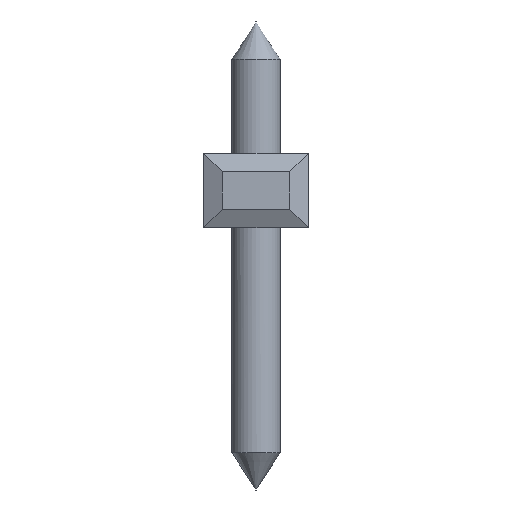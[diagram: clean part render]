
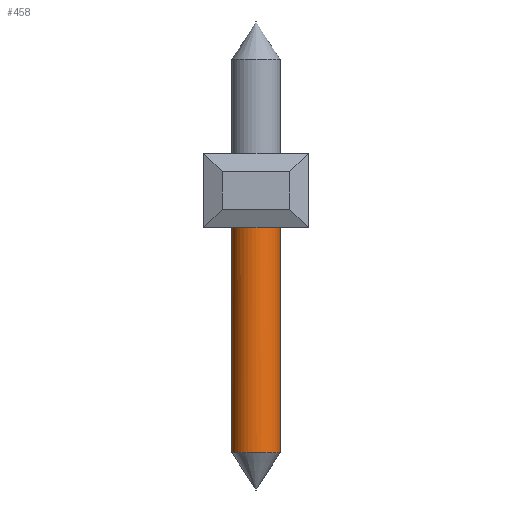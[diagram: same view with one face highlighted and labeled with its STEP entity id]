
A CAD part, left-side view. The second image highlights one B-rep face of the part: STEP entity #458.
In plain terms, the highlighted cylindrical face has radius 0.65 mm (diameter 1.3 mm), a full revolution.
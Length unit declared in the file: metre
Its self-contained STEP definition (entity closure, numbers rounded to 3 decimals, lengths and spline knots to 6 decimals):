
#458=ADVANCED_FACE('',(#945,#946),#947,.T.);
#945=FACE_OUTER_BOUND('',#1426,.T.);
#946=FACE_OUTER_BOUND('',#1427,.T.);
#947=CYLINDRICAL_SURFACE('',#1428,0.00065);
#1426=EDGE_LOOP('',(#2651));
#1427=EDGE_LOOP('',(#2652));
#1428=AXIS2_PLACEMENT_3D('',#2653,#2654,#2655);
#2651=ORIENTED_EDGE('',*,*,#3054,.F.);
#2652=ORIENTED_EDGE('',*,*,#2719,.F.);
#2653=CARTESIAN_POINT('',(-0.00435,-0.03326,0.0025));
#2654=DIRECTION('',(0.0,0.,-1.0));
#2655=DIRECTION('',(-1.0,0.0,0.0));
#2719=EDGE_CURVE('',#3209,#3209,#3210,.T.);
#3054=EDGE_CURVE('',#3686,#3686,#3687,.T.);
#3209=VERTEX_POINT('',#3878);
#3210=CIRCLE('',#3879,0.00065);
#3686=VERTEX_POINT('',#4587);
#3687=CIRCLE('',#4588,0.00065);
#3878=CARTESIAN_POINT('',(-0.00396,-0.03274,-0.008));
#3879=AXIS2_PLACEMENT_3D('',#4803,#4804,#4805);
#4587=CARTESIAN_POINT('',(-0.00435,-0.03391,-0.0018));
#4588=AXIS2_PLACEMENT_3D('',#5053,#5054,#5055);
#4803=CARTESIAN_POINT('',(-0.00435,-0.03326,-0.008));
#4804=DIRECTION('',(0.,0.,-1.0));
#4805=DIRECTION('',(0.6,0.8,0.));
#5053=CARTESIAN_POINT('',(-0.00435,-0.03326,-0.0018));
#5054=DIRECTION('',(0.0,0.,1.0));
#5055=DIRECTION('',(0.0,-1.0,0.));
